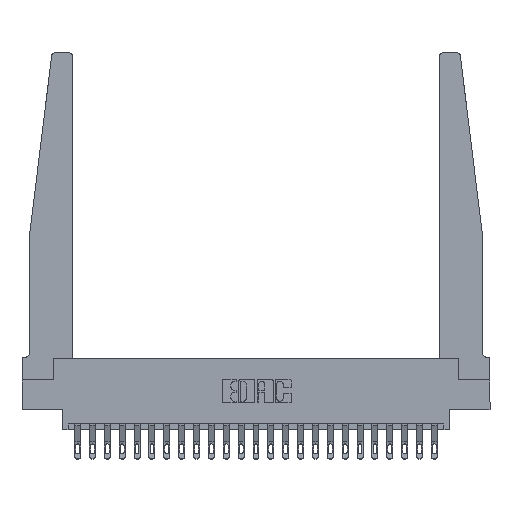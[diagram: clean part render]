
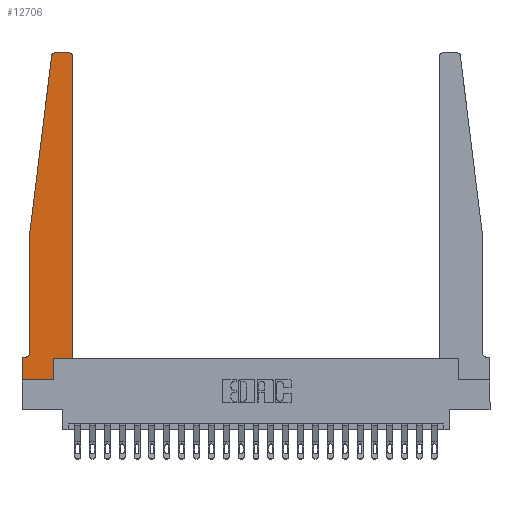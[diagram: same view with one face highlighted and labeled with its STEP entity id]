
A CAD part, top view. The second image highlights one B-rep face of the part: STEP entity #12706.
In plain terms, the highlighted planar face has unit normal (0, 0, 1).
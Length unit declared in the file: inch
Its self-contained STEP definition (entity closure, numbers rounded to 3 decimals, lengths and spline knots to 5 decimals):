
#274 = VERTEX_POINT ( 'NONE', #13058 ) ;
#376 = VECTOR ( 'NONE', #21313, 39.37008 ) ;
#1013 = VECTOR ( 'NONE', #24099, 39.37008 ) ;
#1085 = CIRCLE ( 'NONE', #4251, 0.03 ) ;
#1153 = ORIENTED_EDGE ( 'NONE', *, *, #15311, .T. ) ;
#1241 = ORIENTED_EDGE ( 'NONE', *, *, #10605, .T. ) ;
#1321 = CARTESIAN_POINT ( 'NONE',  ( 0.425, 2.72, 0.37 ) ) ;
#1324 = ORIENTED_EDGE ( 'NONE', *, *, #18988, .T. ) ;
#1506 = CIRCLE ( 'NONE', #8561, 0.05 ) ;
#1884 = VECTOR ( 'NONE', #2516, 39.37008 ) ;
#2478 = ORIENTED_EDGE ( 'NONE', *, *, #4195, .T. ) ;
#2516 = DIRECTION ( 'NONE',  ( -1., 0., 0. ) ) ;
#2604 = DIRECTION ( 'NONE',  ( 1., 0., 0. ) ) ;
#2944 = VECTOR ( 'NONE', #12493, 39.37008 ) ;
#3153 = DIRECTION ( 'NONE',  ( 0., -1., 0. ) ) ;
#3712 = EDGE_CURVE ( 'NONE', #274, #22151, #11968, .T. ) ;
#4180 = VERTEX_POINT ( 'NONE', #16212 ) ;
#4195 = EDGE_CURVE ( 'NONE', #21429, #13629, #14384, .T. ) ;
#4251 = AXIS2_PLACEMENT_3D ( 'NONE', #5311, #19932, #12791 ) ;
#4526 = CARTESIAN_POINT ( 'NONE',  ( 0.24675, 2.72367, 0.37 ) ) ;
#4762 = EDGE_CURVE ( 'NONE', #13629, #4180, #1506, .T. ) ;
#4856 = ORIENTED_EDGE ( 'NONE', *, *, #10538, .T. ) ;
#5000 = FACE_OUTER_BOUND ( 'NONE', #18869, .T. ) ;
#5311 = CARTESIAN_POINT ( 'NONE',  ( 0.395, 2.72, 0.37 ) ) ;
#5774 = EDGE_CURVE ( 'NONE', #16220, #7912, #10312, .T. ) ;
#6568 = CARTESIAN_POINT ( 'NONE',  ( 0.065, 0.1875, 0.37 ) ) ;
#6667 = LINE ( 'NONE', #8030, #13502 ) ;
#6740 = CARTESIAN_POINT ( 'NONE',  ( 0., 0., 0.37 ) ) ;
#6846 = PLANE ( 'NONE',  #12751 ) ;
#7385 = VERTEX_POINT ( 'NONE', #6740 ) ;
#7854 = DIRECTION ( 'NONE',  ( 0., 0., -1. ) ) ;
#7912 = VERTEX_POINT ( 'NONE', #12438 ) ;
#7973 = CARTESIAN_POINT ( 'NONE',  ( 0.015, 0.2375, 0.37 ) ) ;
#8014 = ORIENTED_EDGE ( 'NONE', *, *, #23332, .T. ) ;
#8030 = CARTESIAN_POINT ( 'NONE',  ( 0., 0., 0.37 ) ) ;
#8377 = CARTESIAN_POINT ( 'NONE',  ( 0.27653, 2.72, 0.37 ) ) ;
#8561 = AXIS2_PLACEMENT_3D ( 'NONE', #7973, #7854, #20863 ) ;
#8802 = DIRECTION ( 'NONE',  ( 1., 0., 0. ) ) ;
#8947 = VECTOR ( 'NONE', #3153, 39.37008 ) ;
#8964 = VERTEX_POINT ( 'NONE', #10500 ) ;
#10281 = LINE ( 'NONE', #15366, #376 ) ;
#10312 = LINE ( 'NONE', #12136, #2944 ) ;
#10448 = CARTESIAN_POINT ( 'NONE',  ( 0.395, 2.75, 0.37 ) ) ;
#10500 = CARTESIAN_POINT ( 'NONE',  ( 0.2605, 0.18, 0.37 ) ) ;
#10538 = EDGE_CURVE ( 'NONE', #7912, #19295, #14683, .T. ) ;
#10605 = EDGE_CURVE ( 'NONE', #7385, #18894, #6667, .T. ) ;
#11890 = CARTESIAN_POINT ( 'NONE',  ( 0.2605, 0., 0.37 ) ) ;
#11968 = LINE ( 'NONE', #15791, #17708 ) ;
#12136 = CARTESIAN_POINT ( 'NONE',  ( 0.25, 2.75, 0.37 ) ) ;
#12438 = CARTESIAN_POINT ( 'NONE',  ( 0.27653, 2.75, 0.37 ) ) ;
#12493 = DIRECTION ( 'NONE',  ( -1., 0., 0. ) ) ;
#12706 = ADVANCED_FACE ( 'NONE', ( #5000 ), #6846, .T. ) ;
#12751 = AXIS2_PLACEMENT_3D ( 'NONE', #14097, #19976, #8802 ) ;
#12791 = DIRECTION ( 'NONE',  ( 1., 0., 0. ) ) ;
#13058 = CARTESIAN_POINT ( 'NONE',  ( 0.425, 0.18, 0.37 ) ) ;
#13371 = DIRECTION ( 'NONE',  ( 0., 1., 0. ) ) ;
#13378 = VERTEX_POINT ( 'NONE', #24271 ) ;
#13502 = VECTOR ( 'NONE', #2604, 39.37008 ) ;
#13629 = VERTEX_POINT ( 'NONE', #14031 ) ;
#13785 = DIRECTION ( 'NONE',  ( 0., 0., 1. ) ) ;
#14031 = CARTESIAN_POINT ( 'NONE',  ( 0.065, 0.2375, 0.37 ) ) ;
#14097 = CARTESIAN_POINT ( 'NONE',  ( 0., 0.1875, 0.37 ) ) ;
#14384 = LINE ( 'NONE', #16468, #1013 ) ;
#14683 = CIRCLE ( 'NONE', #19811, 0.03 ) ;
#15011 = ORIENTED_EDGE ( 'NONE', *, *, #23128, .T. ) ;
#15279 = ORIENTED_EDGE ( 'NONE', *, *, #4762, .T. ) ;
#15311 = EDGE_CURVE ( 'NONE', #13378, #7385, #21799, .T. ) ;
#15366 = CARTESIAN_POINT ( 'NONE',  ( 0.425, 0.18, 0.37 ) ) ;
#15451 = LINE ( 'NONE', #17046, #23437 ) ;
#15733 = ORIENTED_EDGE ( 'NONE', *, *, #5774, .T. ) ;
#15791 = CARTESIAN_POINT ( 'NONE',  ( 0.425, 0.18, 0.37 ) ) ;
#15988 = ORIENTED_EDGE ( 'NONE', *, *, #22604, .T. ) ;
#16212 = CARTESIAN_POINT ( 'NONE',  ( 0.015, 0.1875, 0.37 ) ) ;
#16220 = VERTEX_POINT ( 'NONE', #10448 ) ;
#16440 = EDGE_CURVE ( 'NONE', #8964, #274, #10281, .T. ) ;
#16468 = CARTESIAN_POINT ( 'NONE',  ( 0.065, 1.25, 0.37 ) ) ;
#17046 = CARTESIAN_POINT ( 'NONE',  ( 0.2605, 0.18, 0.37 ) ) ;
#17353 = DIRECTION ( 'NONE',  ( 1., 0., 0. ) ) ;
#17708 = VECTOR ( 'NONE', #18206, 39.37008 ) ;
#18206 = DIRECTION ( 'NONE',  ( 0., 1., 0. ) ) ;
#18407 = DIRECTION ( 'NONE',  ( -0.122, -0.992, 0. ) ) ;
#18424 = ORIENTED_EDGE ( 'NONE', *, *, #16440, .T. ) ;
#18869 = EDGE_LOOP ( 'NONE', ( #15733, #4856, #1324, #2478, #15279, #15011, #1153, #1241, #15988, #18424, #19227, #8014 ) ) ;
#18894 = VERTEX_POINT ( 'NONE', #11890 ) ;
#18988 = EDGE_CURVE ( 'NONE', #19295, #21429, #23604, .T. ) ;
#19227 = ORIENTED_EDGE ( 'NONE', *, *, #3712, .T. ) ;
#19295 = VERTEX_POINT ( 'NONE', #4526 ) ;
#19808 = LINE ( 'NONE', #6568, #1884 ) ;
#19811 = AXIS2_PLACEMENT_3D ( 'NONE', #8377, #13785, #17353 ) ;
#19932 = DIRECTION ( 'NONE',  ( 0., 0., 1. ) ) ;
#19960 = CARTESIAN_POINT ( 'NONE',  ( 0., 0., 0.37 ) ) ;
#19976 = DIRECTION ( 'NONE',  ( 0., 0., 1. ) ) ;
#20575 = CARTESIAN_POINT ( 'NONE',  ( 0.065, 1.25, 0.37 ) ) ;
#20863 = DIRECTION ( 'NONE',  ( -1., 0., 0. ) ) ;
#21313 = DIRECTION ( 'NONE',  ( 1., 0., 0. ) ) ;
#21429 = VERTEX_POINT ( 'NONE', #20575 ) ;
#21799 = LINE ( 'NONE', #19960, #8947 ) ;
#22151 = VERTEX_POINT ( 'NONE', #1321 ) ;
#22604 = EDGE_CURVE ( 'NONE', #18894, #8964, #15451, .T. ) ;
#23128 = EDGE_CURVE ( 'NONE', #4180, #13378, #19808, .T. ) ;
#23332 = EDGE_CURVE ( 'NONE', #22151, #16220, #1085, .T. ) ;
#23437 = VECTOR ( 'NONE', #13371, 39.37008 ) ;
#23545 = VECTOR ( 'NONE', #18407, 39.37008 ) ;
#23604 = LINE ( 'NONE', #23715, #23545 ) ;
#23715 = CARTESIAN_POINT ( 'NONE',  ( 0.065, 1.25, 0.37 ) ) ;
#24099 = DIRECTION ( 'NONE',  ( 0., -1., 0. ) ) ;
#24271 = CARTESIAN_POINT ( 'NONE',  ( 0., 0.1875, 0.37 ) ) ;
